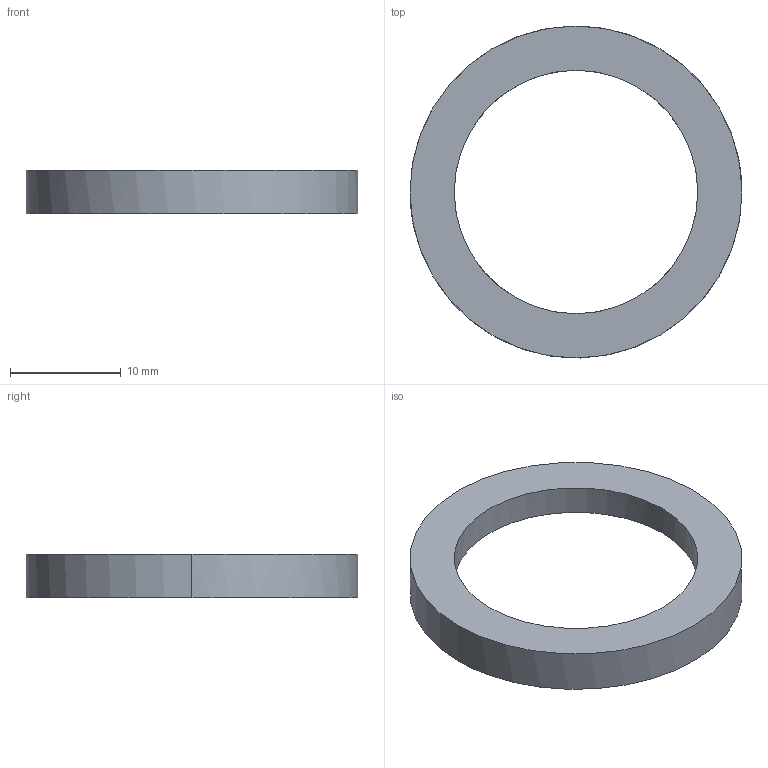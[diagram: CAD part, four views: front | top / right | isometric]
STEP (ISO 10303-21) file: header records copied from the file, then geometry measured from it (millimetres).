
FILE_DESCRIPTION (( 'STEP AP203' ), '1' );
FILE_NAME ('shortShim.STEP', '2021-05-19T04:03:01', ( '' ), ( '' ), 'SwSTEP 2.0', 'SolidWorks 2020', '' );
FILE_SCHEMA (( 'CONFIG_CONTROL_DESIGN' ));
Length unit declared in the file: millimetre
Products named in the file (1): shortShim
Bounding box: 30 x 30 x 3.92 mm (x, y, z)
Volume: 1083.5 mm3; surface area: 1226.1 mm2
Topology: 1 solids, 1 shells, 6 faces, 12 edges, 8 vertices
Faces by surface type: cylinder 4, plane 1, bspline 1
Entity records: 510 total; most frequent: CARTESIAN_POINT 308, ORIENTED_EDGE 24, DIRECTION 24, EDGE_CURVE 12, AXIS2_PLACEMENT_3D 10, EDGE_LOOP 8, PERSON_AND_ORGANIZATION 8, VERTEX_POINT 8
